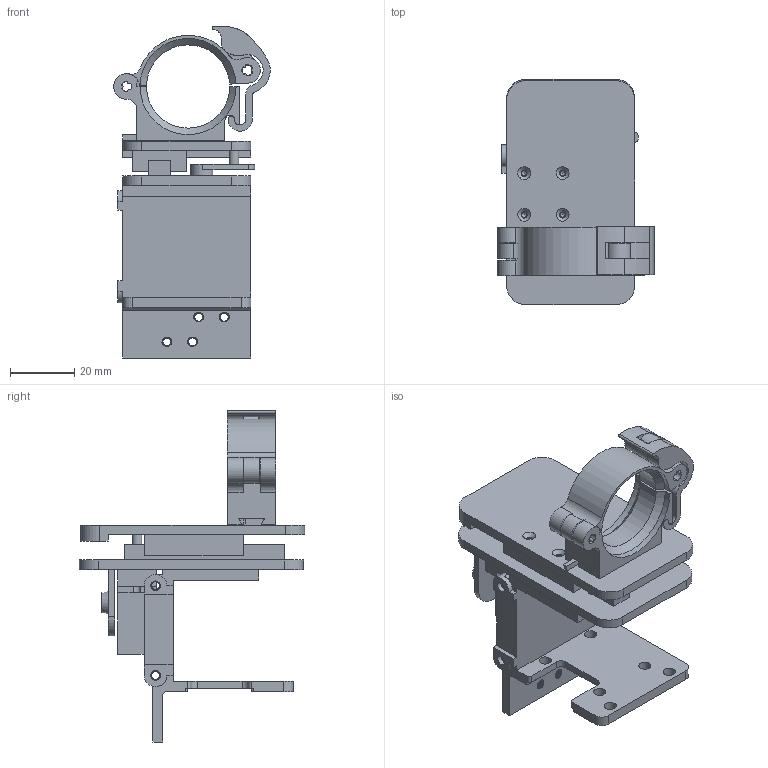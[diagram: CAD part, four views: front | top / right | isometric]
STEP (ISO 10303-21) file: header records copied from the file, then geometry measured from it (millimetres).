
FILE_DESCRIPTION(/* description */ ('','CAx-IF Rec.Pracs.---Representation and Presentation of Product Manufacturing Information (PMI)---4.0---2014-10-13'),/* implementation_level */ '2;1');
FILE_NAME(/* name */ 'Prototype servo mount with centered pen.step',/* time_stamp */ '2025-02-08T22:16:28Z',/* author */ (''),/* organization */ (''),/* preprocessor_version */ 'ST-DEVELOPER v20',/* originating_system */ 'Autodesk Translation Framework v13.20.0.188',/* authorisation */ '');
FILE_SCHEMA (('AP242_MANAGED_MODEL_BASED_3D_ENGINEERING_MIM_LF { 1 0 10303 442 1 1 4 }'));
Length unit declared in the file: millimetre
Products named in the file (13): servo mount for rich; mounting plate; MGN7Rail; MGN7Block; Servo_Horn; mounting plate (1); skinnyClip; back holder; front holder; 8shapeCAM; Latch; Servo; A5 terraPen_RAIL_U_MOUNT (1) v4
Assembly tree (12 placements, depth 3):
  servo mount for rich
    mounting plate
    MGN7Rail
    MGN7Block
    Servo_Horn
    mounting plate (1)
    skinnyClip
      back holder
      front holder
      8shapeCAM
      Latch
    Servo
    A5 terraPen_RAIL_U_MOUNT (1) v4
Bounding box: 48.83 x 70.37 x 103.64 mm (x, y, z)
Volume: 53008.7 mm3; surface area: 40082.9 mm2
Topology: 11 solids, 11 shells, 486 faces, 1317 edges, 867 vertices
Faces by surface type: cylinder 253, plane 179, cone 27, bspline 27
Full cylindrical faces by diameter (mm): 1 x1, 1.623 x8, 2 x10, 2.074 x4, 2.4 x2, 2.529 x20, 3 x5, 3.086 x8, 3.2 x5, 3.5 x1, 3.8 x8, 4.2 x3, 4.8 x2, 7 x1, 8.9 x2
Entity records: 24517 total; most frequent: CARTESIAN_POINT 12060, ORIENTED_EDGE 2634, DIRECTION 2351, EDGE_CURVE 1317, VERTEX_POINT 867, AXIS2_PLACEMENT_3D 846, LINE 659, VECTOR 659
